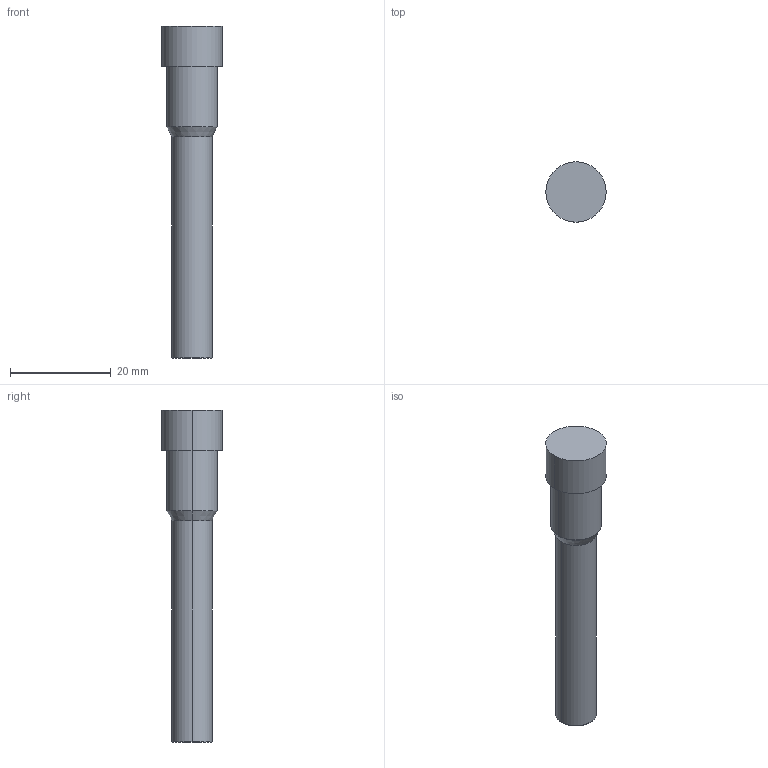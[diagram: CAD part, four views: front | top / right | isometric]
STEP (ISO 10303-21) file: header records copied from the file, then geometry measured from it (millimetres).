
FILE_DESCRIPTION((''),'2;1');
FILE_NAME('PRT0001_SW0001','2012-03-01T',('dhelisch'),(''),'PRO/ENGINEER BY PARAMETRIC TECHNOLOGY CORPORATION, 2007250','PRO/ENGINEER BY PARAMETRIC TECHNOLOGY CORPORATION, 2007250','');
FILE_SCHEMA(('CONFIG_CONTROL_DESIGN'));
Length unit declared in the file: millimetre
Products named in the file (1): PRT0001_SW0001
Bounding box: 12 x 12 x 66 mm (x, y, z)
Surface area: 2123 mm2 (no closed solid volume)
Topology: 0 solids, 2 shells, 15 faces, 28 edges, 16 vertices
Faces by surface type: cylinder 6, torus 4, plane 3, cone 2
Entity records: 619 total; most frequent: DIRECTION 78, COLOUR_RGB 74, CARTESIAN_POINT 59, ORIENTED_EDGE 54, AXIS2_PLACEMENT_3D 35, EDGE_CURVE 28, CIRCLE 20, FILL_AREA_STYLE_COLOUR 19
